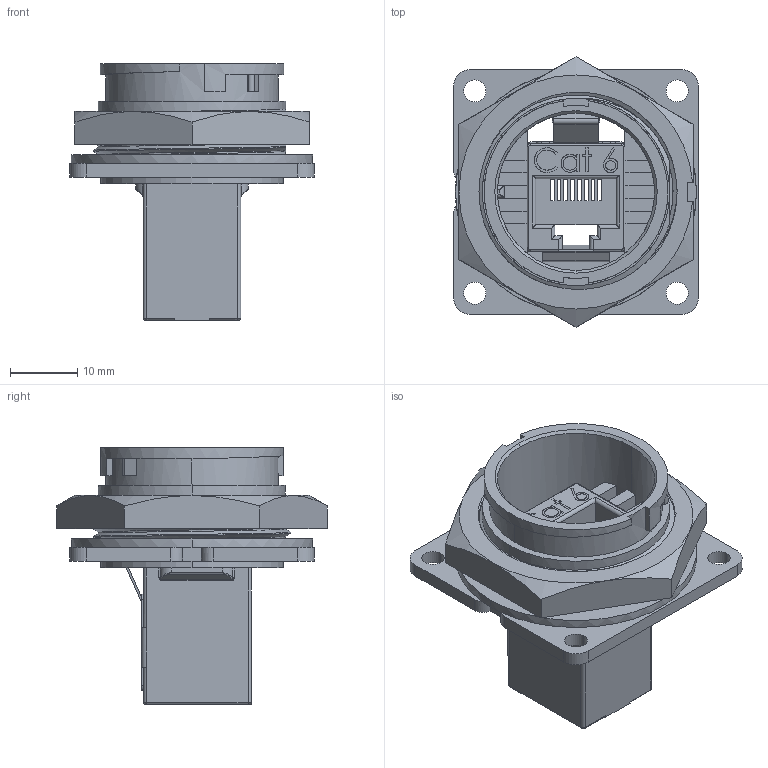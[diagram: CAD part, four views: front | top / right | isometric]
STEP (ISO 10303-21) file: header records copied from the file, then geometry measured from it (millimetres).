
FILE_DESCRIPTION (( 'STEP AP203' ), '1' );
FILE_NAME ('DCP-RJ6SB-F.STEP', '2013-06-17T19:39:35', ( 'J0FPBF1' ), ( '' ), 'SwSTEP 2.0', 'SolidWorks 2012', '' );
FILE_SCHEMA (( 'CONFIG_CONTROL_DESIGN' ));
Length unit declared in the file: inch
Products named in the file (1): DCP-RJ6SB-F
Bounding box: 36.53 x 40.33 x 38.23 mm (x, y, z)
Volume: 12116.2 mm3; surface area: 11422.2 mm2
Topology: 2 solids, 2 shells, 471 faces, 1305 edges, 832 vertices
Faces by surface type: plane 238, cylinder 128, bspline 97, cone 8
Entity records: 24077 total; most frequent: CARTESIAN_POINT 12924, ORIENTED_EDGE 2598, DIRECTION 1871, EDGE_CURVE 1299, VERTEX_POINT 832, LINE 797, VECTOR 797, AXIS2_PLACEMENT_3D 537
